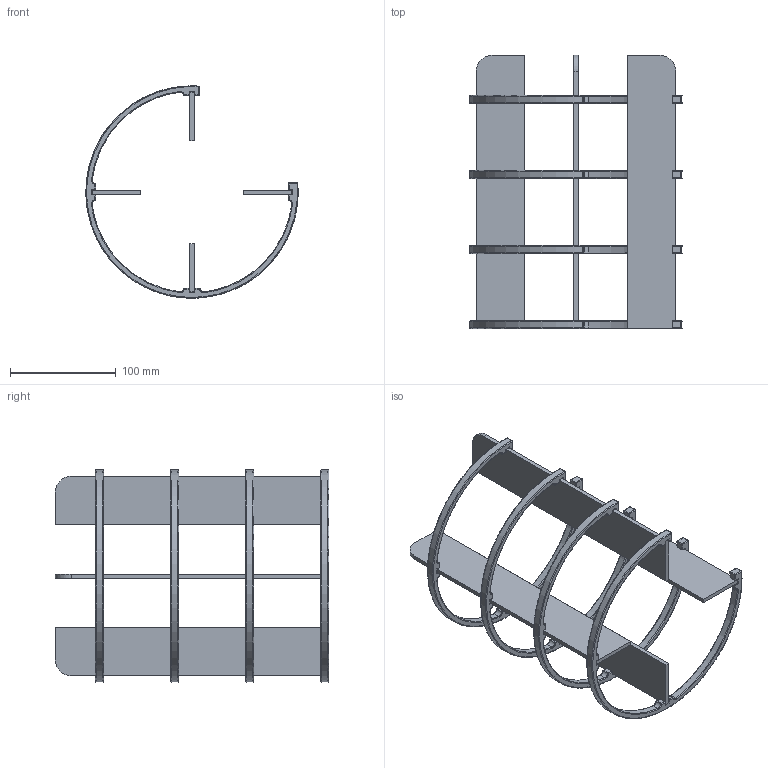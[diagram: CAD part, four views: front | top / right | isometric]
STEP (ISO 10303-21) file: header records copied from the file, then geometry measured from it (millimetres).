
FILE_DESCRIPTION(('FreeCAD Model'),'2;1');
FILE_NAME('Open CASCADE Shape Model','2025-04-29T06:29:36',('FreeCAD'),( 'FreeCAD'),'Open CASCADE STEP processor 7.6','FreeCAD','Unknown');
FILE_SCHEMA(('AUTOMOTIVE_DESIGN { 1 0 10303 214 1 1 1 1 }'));
Length unit declared in the file: millimetre
Products named in the file (1): Open CASCADE STEP translator 7.6 1
Bounding box: 200.24 x 258.03 x 200.27 mm (x, y, z)
Volume: 262506.3 mm3; surface area: 152373.1 mm2
Topology: 8 solids, 8 shells, 600 faces, 1376 edges, 672 vertices
Faces by surface type: bspline 600
Entity records: 15184 total; most frequent: CARTESIAN_POINT 8337, ORIENTED_EDGE 2512, EDGE_CURVE 1256, VERTEX_POINT 672, ADVANCED_FACE 600, FACE_BOUND 600, EDGE_LOOP 600, B_SPLINE_CURVE_WITH_KNOTS 488
